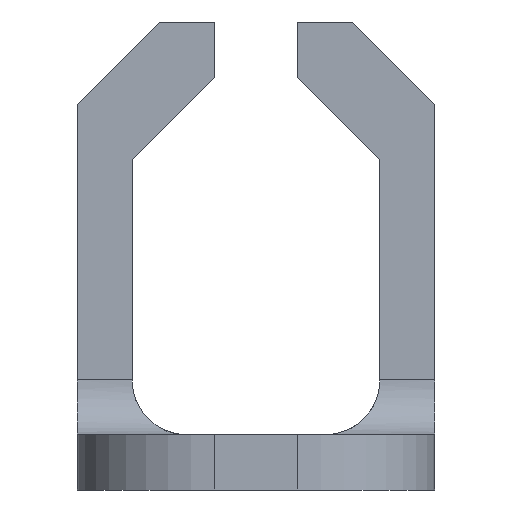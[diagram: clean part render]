
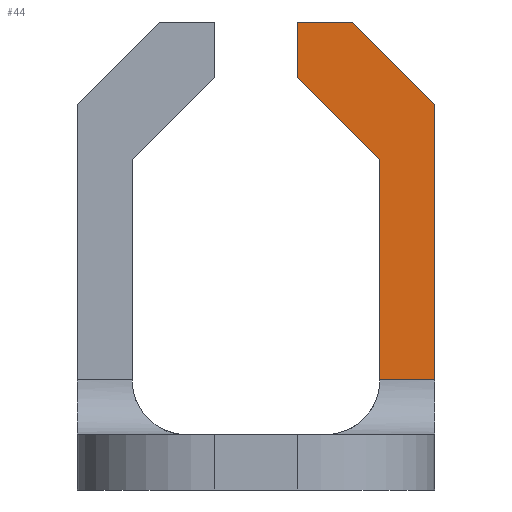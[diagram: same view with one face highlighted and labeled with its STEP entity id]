
A CAD part, left-side view. The second image highlights one B-rep face of the part: STEP entity #44.
In plain terms, the highlighted planar face has unit normal (-1, 0, 0).
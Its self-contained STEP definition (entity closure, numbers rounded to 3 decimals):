
#44 = ADVANCED_FACE ( 'NONE', ( #1573 ), #793, .F. ) ;
#54 = EDGE_CURVE ( 'NONE', #477, #1715, #1318, .T. ) ;
#76 = EDGE_CURVE ( 'NONE', #644, #1715, #475, .T. ) ;
#79 = CARTESIAN_POINT ( 'NONE',  ( 15., 0., 14. ) ) ;
#159 = LINE ( 'NONE', #707, #640 ) ;
#165 = CARTESIAN_POINT ( 'NONE',  ( 15., 5., 17. ) ) ;
#192 = ORIENTED_EDGE ( 'NONE', *, *, #574, .T. ) ;
#209 = CARTESIAN_POINT ( 'NONE',  ( 15., 2., 4. ) ) ;
#239 = DIRECTION ( 'NONE',  ( 0., -1., 0. ) ) ;
#253 = CARTESIAN_POINT ( 'NONE',  ( 15., 3., 17. ) ) ;
#262 = CARTESIAN_POINT ( 'NONE',  ( 15., 5., 15. ) ) ;
#266 = DIRECTION ( 'NONE',  ( 0., -1., 0. ) ) ;
#356 = CARTESIAN_POINT ( 'NONE',  ( 15., 10., 20. ) ) ;
#362 = DIRECTION ( 'NONE',  ( 1., 0., 0. ) ) ;
#440 = ORIENTED_EDGE ( 'NONE', *, *, #76, .F. ) ;
#475 = LINE ( 'NONE', #1293, #638 ) ;
#477 = VERTEX_POINT ( 'NONE', #262 ) ;
#488 = EDGE_CURVE ( 'NONE', #1555, #1405, #1208, .T. ) ;
#548 = DIRECTION ( 'NONE',  ( 0., 0., -1. ) ) ;
#557 = VECTOR ( 'NONE', #801, 1000. ) ;
#574 = EDGE_CURVE ( 'NONE', #644, #627, #1070, .T. ) ;
#592 = DIRECTION ( 'NONE',  ( 0., 0., -1. ) ) ;
#627 = VERTEX_POINT ( 'NONE', #1421 ) ;
#636 = CARTESIAN_POINT ( 'NONE',  ( 15., 13., 17. ) ) ;
#638 = VECTOR ( 'NONE', #1161, 1000. ) ;
#640 = VECTOR ( 'NONE', #266, 1000. ) ;
#644 = VERTEX_POINT ( 'NONE', #209 ) ;
#663 = VERTEX_POINT ( 'NONE', #165 ) ;
#698 = VECTOR ( 'NONE', #239, 1000. ) ;
#707 = CARTESIAN_POINT ( 'NONE',  ( 15., 13., 17. ) ) ;
#711 = CARTESIAN_POINT ( 'NONE',  ( 15., 0., 17. ) ) ;
#793 = PLANE ( 'NONE',  #1042 ) ;
#801 = DIRECTION ( 'NONE',  ( 0., 0.707, 0.707 ) ) ;
#868 = ORIENTED_EDGE ( 'NONE', *, *, #54, .T. ) ;
#945 = ORIENTED_EDGE ( 'NONE', *, *, #1132, .F. ) ;
#988 = VECTOR ( 'NONE', #592, 1000. ) ;
#1015 = EDGE_CURVE ( 'NONE', #1555, #627, #1283, .T. ) ;
#1042 = AXIS2_PLACEMENT_3D ( 'NONE', #636, #362, #1299 ) ;
#1070 = LINE ( 'NONE', #1448, #698 ) ;
#1083 = CARTESIAN_POINT ( 'NONE',  ( 15., 2., 12. ) ) ;
#1124 = CARTESIAN_POINT ( 'NONE',  ( 15., 5., 17. ) ) ;
#1132 = EDGE_CURVE ( 'NONE', #663, #1405, #159, .T. ) ;
#1161 = DIRECTION ( 'NONE',  ( 0., 0., 1. ) ) ;
#1184 = DIRECTION ( 'NONE',  ( 0., -0.707, -0.707 ) ) ;
#1208 = LINE ( 'NONE', #253, #557 ) ;
#1255 = LINE ( 'NONE', #1124, #1368 ) ;
#1283 = LINE ( 'NONE', #711, #988 ) ;
#1293 = CARTESIAN_POINT ( 'NONE',  ( 15., 2., 15. ) ) ;
#1299 = DIRECTION ( 'NONE',  ( 0., 1., 0. ) ) ;
#1307 = ORIENTED_EDGE ( 'NONE', *, *, #488, .T. ) ;
#1318 = LINE ( 'NONE', #356, #1396 ) ;
#1368 = VECTOR ( 'NONE', #548, 1000. ) ;
#1396 = VECTOR ( 'NONE', #1184, 1000. ) ;
#1405 = VERTEX_POINT ( 'NONE', #1507 ) ;
#1421 = CARTESIAN_POINT ( 'NONE',  ( 15., 0., 4. ) ) ;
#1448 = CARTESIAN_POINT ( 'NONE',  ( 15., 0., 4. ) ) ;
#1460 = EDGE_CURVE ( 'NONE', #663, #477, #1255, .T. ) ;
#1484 = EDGE_LOOP ( 'NONE', ( #945, #1531, #868, #440, #192, #1639, #1307 ) ) ;
#1507 = CARTESIAN_POINT ( 'NONE',  ( 15., 3., 17. ) ) ;
#1531 = ORIENTED_EDGE ( 'NONE', *, *, #1460, .T. ) ;
#1555 = VERTEX_POINT ( 'NONE', #79 ) ;
#1573 = FACE_OUTER_BOUND ( 'NONE', #1484, .T. ) ;
#1639 = ORIENTED_EDGE ( 'NONE', *, *, #1015, .F. ) ;
#1715 = VERTEX_POINT ( 'NONE', #1083 ) ;
